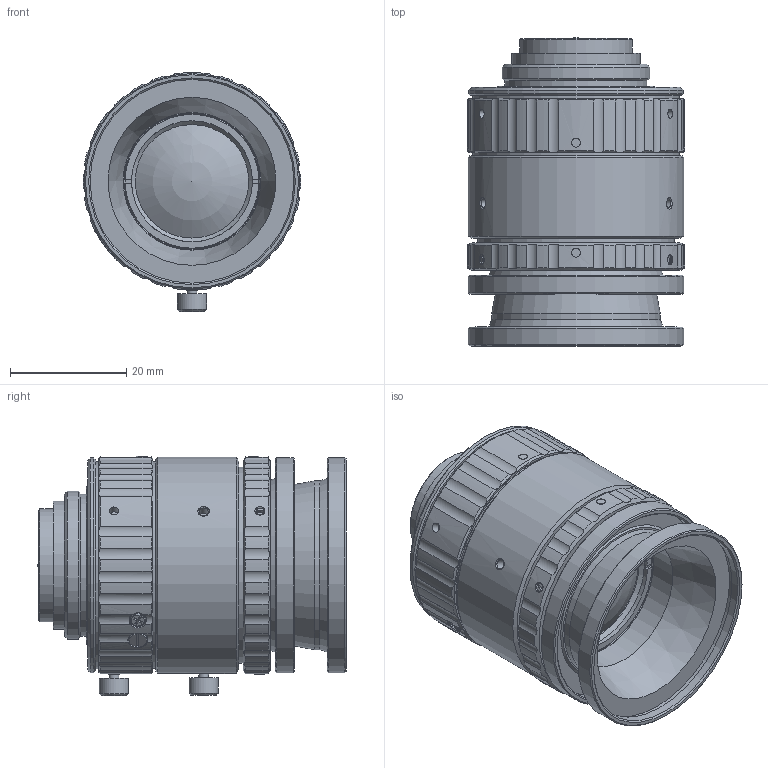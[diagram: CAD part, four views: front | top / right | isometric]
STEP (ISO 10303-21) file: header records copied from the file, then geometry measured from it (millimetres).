
FILE_DESCRIPTION(('STEP AP214'),'1');
FILE_NAME('SM2520-MP20.stp','2023-05-11T06:22:24',(' '),(' '),'Spatial InterOp 3D',' ',' ');
FILE_SCHEMA(('AUTOMOTIVE_DESIGN { 1 0 10303 214 1 1 1 1 }'));
Length unit declared in the file: metre
Products named in the file (3): SM2520-MP20; Component1; Component2
Assembly tree (2 placements, depth 2):
  SM2520-MP20
    Component1
    Component2
Bounding box: 37.4 x 52.95 x 41.08 mm (x, y, z)
Volume: 70463.6 mm3; surface area: 20731.4 mm2
Topology: 2 solids, 2 shells, 767 faces, 2004 edges, 1330 vertices
Faces by surface type: cylinder 342, plane 335, cone 80, torus 6, sphere 4
Full cylindrical faces by diameter (mm): 1.5 x4, 1.567 x8, 1.7 x4, 1.8 x2, 2 x4, 2.5 x4, 2.8 x2, 3 x10, 3.4 x2, 3.5 x6, 4.999 x4, 17.25 x2, 19.4 x2, 19.5 x2, 19.59 x1, 20.8 x2, 22 x2, 23.7 x2, 24.4 x2, 25.4 x2, 27.3 x1, 28.975 x1, 29 x1, 33.7 x2, 35 x2, 35.486 x2, 35.5 x4, 36.08 x2, 36.094 x2, 36.9 x2
Entity records: 31276 total; most frequent: CARTESIAN_POINT 7438, ORIENTED_EDGE 3526, DIRECTION 3514, EDGE_CURVE 1763, AXIS2_PLACEMENT_3D 1293, VERTEX_POINT 1265, EDGE_LOOP 1028, LINE 928
